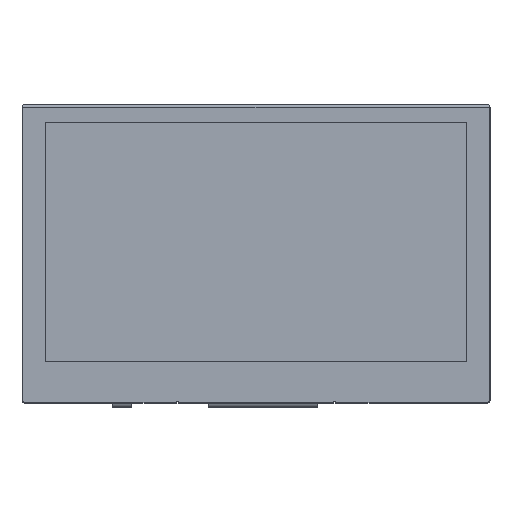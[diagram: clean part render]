
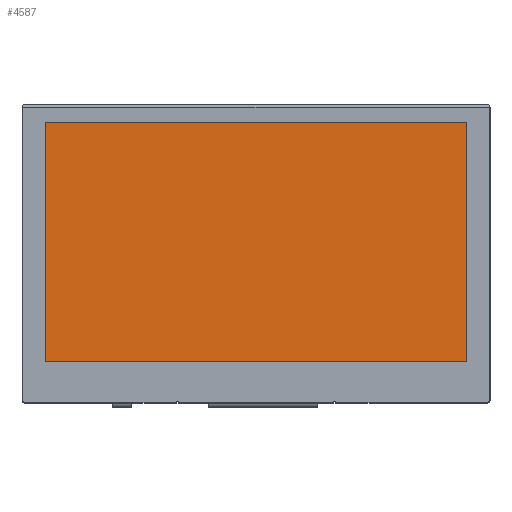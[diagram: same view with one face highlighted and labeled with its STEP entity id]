
A CAD part, top view. The second image highlights one B-rep face of the part: STEP entity #4587.
In plain terms, the highlighted planar face has unit normal (0, 0, 1).
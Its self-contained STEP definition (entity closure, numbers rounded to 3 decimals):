
#128=PLANE('',#4903);
#342=FACE_OUTER_BOUND('',#581,.T.);
#581=EDGE_LOOP('',(#3230,#3231,#3232,#3233));
#821=LINE('',#6467,#1447);
#825=LINE('',#6474,#1451);
#828=LINE('',#6480,#1454);
#830=LINE('',#6483,#1456);
#1447=VECTOR('',#5213,10.);
#1451=VECTOR('',#5219,10.);
#1454=VECTOR('',#5224,10.);
#1456=VECTOR('',#5228,10.);
#2082=VERTEX_POINT('',#6464);
#2083=VERTEX_POINT('',#6466);
#2085=VERTEX_POINT('',#6472);
#2087=VERTEX_POINT('',#6478);
#2531=EDGE_CURVE('',#2082,#2083,#821,.T.);
#2535=EDGE_CURVE('',#2085,#2082,#825,.T.);
#2538=EDGE_CURVE('',#2087,#2085,#828,.T.);
#2540=EDGE_CURVE('',#2083,#2087,#830,.T.);
#3230=ORIENTED_EDGE('',*,*,#2540,.F.);
#3231=ORIENTED_EDGE('',*,*,#2531,.F.);
#3232=ORIENTED_EDGE('',*,*,#2535,.F.);
#3233=ORIENTED_EDGE('',*,*,#2538,.F.);
#4587=ADVANCED_FACE('',(#342),#128,.F.);
#4903=AXIS2_PLACEMENT_3D('',#6484,#5229,#5230);
#5213=DIRECTION('',(0.,1.,0.));
#5219=DIRECTION('',(-1.,0.,0.));
#5224=DIRECTION('',(0.,-1.,0.));
#5228=DIRECTION('',(1.,0.,0.));
#5229=DIRECTION('center_axis',(0.,0.,-1.));
#5230=DIRECTION('ref_axis',(-1.,0.,0.));
#6464=CARTESIAN_POINT('',(6.434,10.516,2.65));
#6466=CARTESIAN_POINT('',(6.434,64.372,2.65));
#6467=CARTESIAN_POINT('',(6.434,10.516,2.65));
#6472=CARTESIAN_POINT('',(101.474,10.516,2.65));
#6474=CARTESIAN_POINT('',(101.474,10.516,2.65));
#6478=CARTESIAN_POINT('',(101.474,64.372,2.65));
#6480=CARTESIAN_POINT('',(101.474,64.372,2.65));
#6483=CARTESIAN_POINT('',(6.434,64.372,2.65));
#6484=CARTESIAN_POINT('Origin',(53.954,37.444,2.65));
